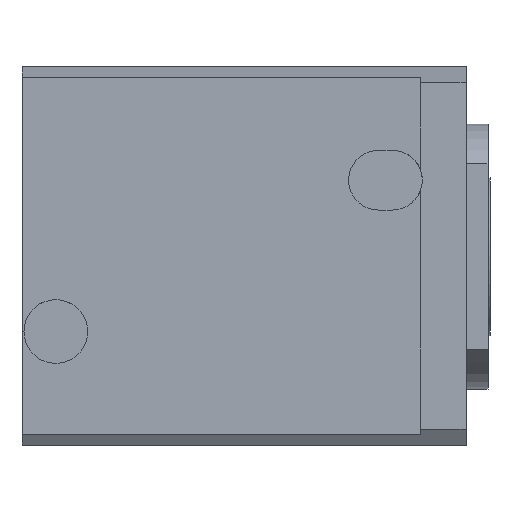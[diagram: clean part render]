
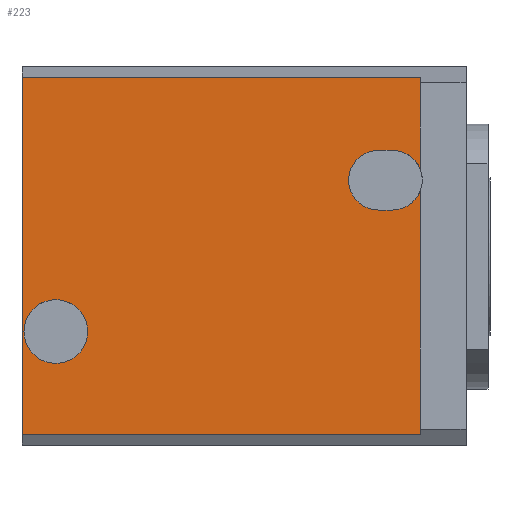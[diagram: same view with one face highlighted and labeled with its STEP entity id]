
A CAD part, top view. The second image highlights one B-rep face of the part: STEP entity #223.
In plain terms, the highlighted planar face has unit normal (0, 0, 1).
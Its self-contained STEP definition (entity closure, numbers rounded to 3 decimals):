
#89=LINE('',#1124,#157);
#90=LINE('',#1129,#158);
#91=LINE('',#1131,#159);
#92=LINE('',#1133,#160);
#93=LINE('',#1135,#161);
#94=LINE('',#1137,#162);
#95=LINE('',#1141,#163);
#157=VECTOR('',#908,1.);
#158=VECTOR('',#911,1.);
#159=VECTOR('',#912,1.);
#160=VECTOR('',#913,1.);
#161=VECTOR('',#914,1.);
#162=VECTOR('',#915,1.);
#163=VECTOR('',#918,1.);
#223=ADVANCED_FACE('',(#290,#291),#263,.F.);
#263=PLANE('',#806);
#290=FACE_BOUND('',#314,.T.);
#291=FACE_BOUND('',#315,.T.);
#314=EDGE_LOOP('',(#385));
#315=EDGE_LOOP('',(#386,#387,#388,#389,#390,#391,#392,#393,#394,#395));
#385=ORIENTED_EDGE('',*,*,#644,.T.);
#386=ORIENTED_EDGE('',*,*,#645,.T.);
#387=ORIENTED_EDGE('',*,*,#646,.T.);
#388=ORIENTED_EDGE('',*,*,#647,.T.);
#389=ORIENTED_EDGE('',*,*,#648,.F.);
#390=ORIENTED_EDGE('',*,*,#649,.F.);
#391=ORIENTED_EDGE('',*,*,#650,.F.);
#392=ORIENTED_EDGE('',*,*,#651,.T.);
#393=ORIENTED_EDGE('',*,*,#652,.T.);
#394=ORIENTED_EDGE('',*,*,#653,.T.);
#395=ORIENTED_EDGE('',*,*,#654,.T.);
#573=VERTEX_POINT('',#1123);
#574=VERTEX_POINT('',#1125);
#575=VERTEX_POINT('',#1126);
#576=VERTEX_POINT('',#1128);
#577=VERTEX_POINT('',#1130);
#578=VERTEX_POINT('',#1132);
#579=VERTEX_POINT('',#1134);
#580=VERTEX_POINT('',#1136);
#581=VERTEX_POINT('',#1138);
#582=VERTEX_POINT('',#1140);
#583=VERTEX_POINT('',#1142);
#644=EDGE_CURVE('',#573,#573,#735,.T.);
#645=EDGE_CURVE('',#574,#575,#89,.T.);
#646=EDGE_CURVE('',#575,#576,#736,.T.);
#647=EDGE_CURVE('',#576,#577,#90,.T.);
#648=EDGE_CURVE('',#578,#577,#91,.T.);
#649=EDGE_CURVE('',#579,#578,#92,.T.);
#650=EDGE_CURVE('',#580,#579,#93,.T.);
#651=EDGE_CURVE('',#580,#581,#94,.T.);
#652=EDGE_CURVE('',#581,#582,#737,.T.);
#653=EDGE_CURVE('',#582,#583,#95,.T.);
#654=EDGE_CURVE('',#583,#574,#738,.T.);
#735=CIRCLE('',#802,8.);
#736=CIRCLE('',#803,7.5);
#737=CIRCLE('',#804,7.5);
#738=CIRCLE('',#805,7.5);
#802=AXIS2_PLACEMENT_3D('',#1122,#906,#907);
#803=AXIS2_PLACEMENT_3D('',#1127,#909,#910);
#804=AXIS2_PLACEMENT_3D('',#1139,#916,#917);
#805=AXIS2_PLACEMENT_3D('',#1143,#919,#920);
#806=AXIS2_PLACEMENT_3D('',#1144,#921,#922);
#906=DIRECTION('',(0.,0.,-1.));
#907=DIRECTION('',(-1.,0.,0.));
#908=DIRECTION('',(1.,0.,0.));
#909=DIRECTION('',(0.,0.,-1.));
#910=DIRECTION('',(-1.,0.,0.));
#911=DIRECTION('',(0.,1.,0.));
#912=DIRECTION('',(1.,0.,0.));
#913=DIRECTION('',(0.,1.,0.));
#914=DIRECTION('',(-1.,0.,0.));
#915=DIRECTION('',(0.,1.,0.));
#916=DIRECTION('',(0.,0.,-1.));
#917=DIRECTION('',(-1.,0.,0.));
#918=DIRECTION('',(-1.,0.,0.));
#919=DIRECTION('',(0.,0.,-1.));
#920=DIRECTION('',(-1.,0.,0.));
#921=DIRECTION('',(0.,0.,-1.));
#922=DIRECTION('',(-1.,0.,0.));
#1122=CARTESIAN_POINT('',(-91.5,-19.,0.));
#1123=CARTESIAN_POINT('',(-99.5,-19.,0.));
#1124=CARTESIAN_POINT('',(0.,26.5,0.));
#1125=CARTESIAN_POINT('',(-10.5,26.5,0.));
#1126=CARTESIAN_POINT('',(-7.,26.5,0.));
#1127=CARTESIAN_POINT('',(-7.,19.,0.));
#1128=CARTESIAN_POINT('',(0.,21.693,0.));
#1129=CARTESIAN_POINT('',(0.,-121.792,0.));
#1130=CARTESIAN_POINT('',(0.,44.84,0.));
#1131=CARTESIAN_POINT('',(11.5,44.84,0.));
#1132=CARTESIAN_POINT('',(-100.,44.84,0.));
#1133=CARTESIAN_POINT('',(-100.,-121.792,0.));
#1134=CARTESIAN_POINT('',(-100.,-44.84,0.));
#1135=CARTESIAN_POINT('',(11.5,-44.84,0.));
#1136=CARTESIAN_POINT('',(0.,-44.84,0.));
#1137=CARTESIAN_POINT('',(0.,-121.792,0.));
#1138=CARTESIAN_POINT('',(0.,16.307,0.));
#1139=CARTESIAN_POINT('',(-7.,19.,0.));
#1140=CARTESIAN_POINT('',(-7.,11.5,0.));
#1141=CARTESIAN_POINT('',(0.,11.5,0.));
#1142=CARTESIAN_POINT('',(-10.5,11.5,0.));
#1143=CARTESIAN_POINT('',(-10.5,19.,0.));
#1144=CARTESIAN_POINT('',(0.,-121.792,0.));
